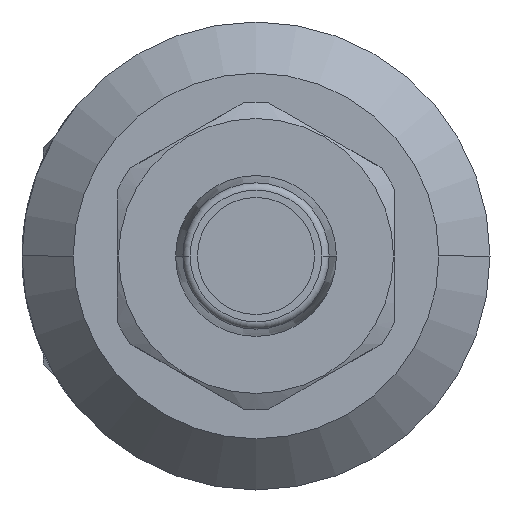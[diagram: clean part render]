
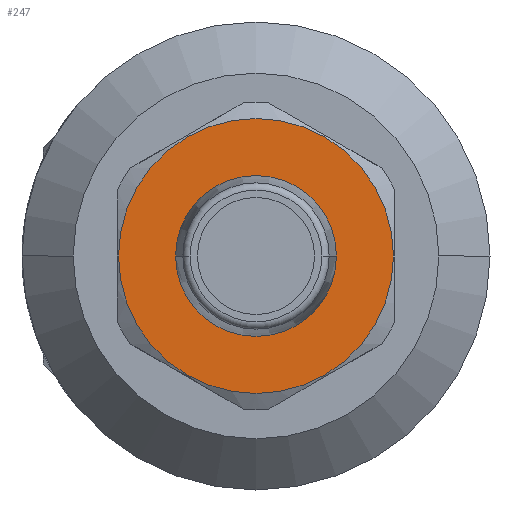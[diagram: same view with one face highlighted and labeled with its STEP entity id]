
A CAD part, left-side view. The second image highlights one B-rep face of the part: STEP entity #247.
In plain terms, the highlighted planar face has unit normal (-1, 0, 0).
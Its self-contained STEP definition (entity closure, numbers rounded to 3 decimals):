
#85 = FACE_OUTER_BOUND ( 'NONE', #486, .T. ) ;
#86 = FACE_BOUND ( 'NONE', #468, .T. ) ;
#247 = ADVANCED_FACE ( 'NONE', ( #85, #86 ), #2602, .T. ) ;
#344 = EDGE_CURVE ( 'NONE', #1108, #1103, #801, .T. ) ;
#345 = EDGE_CURVE ( 'NONE', #1221, #1238, #811, .T. ) ;
#361 = EDGE_CURVE ( 'NONE', #1238, #1221, #806, .T. ) ;
#416 = EDGE_CURVE ( 'NONE', #1103, #1108, #1935, .T. ) ;
#468 = EDGE_LOOP ( 'NONE', ( #2221, #2222 ) ) ;
#486 = EDGE_LOOP ( 'NONE', ( #2219, #2224 ) ) ;
#801 = CIRCLE ( 'NONE', #802, 5.5 ) ;
#802 = AXIS2_PLACEMENT_3D ( 'NONE', #1585, #1586, #1587 ) ;
#806 = CIRCLE ( 'NONE', #818, 9.4 ) ;
#811 = CIRCLE ( 'NONE', #825, 9.4 ) ;
#818 = AXIS2_PLACEMENT_3D ( 'NONE', #1651, #1652, #1653 ) ;
#825 = AXIS2_PLACEMENT_3D ( 'NONE', #1588, #1589, #1590 ) ;
#916 = AXIS2_PLACEMENT_3D ( 'NONE', #2603, #2604, #2605 ) ;
#1103 = VERTEX_POINT ( 'NONE', #1431 ) ;
#1108 = VERTEX_POINT ( 'NONE', #1435 ) ;
#1221 = VERTEX_POINT ( 'NONE', #1466 ) ;
#1238 = VERTEX_POINT ( 'NONE', #1480 ) ;
#1317 = CARTESIAN_POINT ( 'NONE',  ( -63., 0., 0. ) ) ;
#1318 = DIRECTION ( 'NONE',  ( -1., 0., 0. ) ) ;
#1319 = DIRECTION ( 'NONE',  ( 0., -1., 0. ) ) ;
#1431 = CARTESIAN_POINT ( 'NONE',  ( -63., 5.5, 0. ) ) ;
#1435 = CARTESIAN_POINT ( 'NONE',  ( -63., -5.5, 0. ) ) ;
#1466 = CARTESIAN_POINT ( 'NONE',  ( -63., 9.4, 0. ) ) ;
#1480 = CARTESIAN_POINT ( 'NONE',  ( -63., -9.4, 0. ) ) ;
#1585 = CARTESIAN_POINT ( 'NONE',  ( -63., 0., 0. ) ) ;
#1586 = DIRECTION ( 'NONE',  ( -1., 0., 0. ) ) ;
#1587 = DIRECTION ( 'NONE',  ( 0., -1., 0. ) ) ;
#1588 = CARTESIAN_POINT ( 'NONE',  ( -63., 0., 0. ) ) ;
#1589 = DIRECTION ( 'NONE',  ( -1., 0., 0. ) ) ;
#1590 = DIRECTION ( 'NONE',  ( 0., -1., 0. ) ) ;
#1651 = CARTESIAN_POINT ( 'NONE',  ( -63., 0., 0. ) ) ;
#1652 = DIRECTION ( 'NONE',  ( -1., 0., 0. ) ) ;
#1653 = DIRECTION ( 'NONE',  ( 0., -1., 0. ) ) ;
#1935 = CIRCLE ( 'NONE', #1936, 5.5 ) ;
#1936 = AXIS2_PLACEMENT_3D ( 'NONE', #1317, #1318, #1319 ) ;
#2219 = ORIENTED_EDGE ( 'NONE', *, *, #345, .T. ) ;
#2221 = ORIENTED_EDGE ( 'NONE', *, *, #344, .F. ) ;
#2222 = ORIENTED_EDGE ( 'NONE', *, *, #416, .F. ) ;
#2224 = ORIENTED_EDGE ( 'NONE', *, *, #361, .T. ) ;
#2602 = PLANE ( 'NONE',  #916 ) ;
#2603 = CARTESIAN_POINT ( 'NONE',  ( -63., 0., 5.5 ) ) ;
#2604 = DIRECTION ( 'NONE',  ( -1., 0., 0. ) ) ;
#2605 = DIRECTION ( 'NONE',  ( 0., -1., 0. ) ) ;
